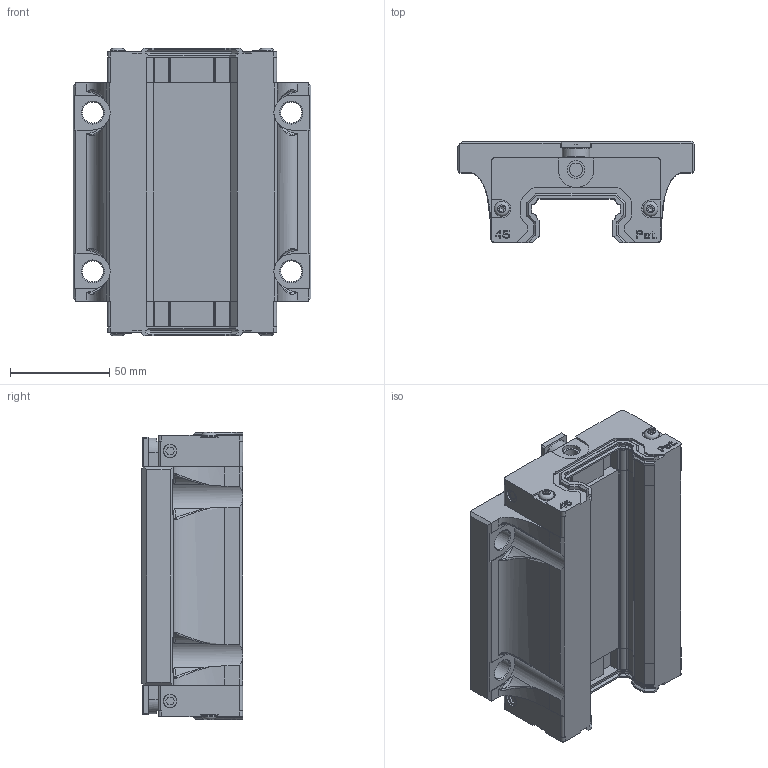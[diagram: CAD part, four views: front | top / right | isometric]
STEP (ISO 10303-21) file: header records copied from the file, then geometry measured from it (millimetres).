
FILE_DESCRIPTION(/* description */ (''),/* implementation_level */ '2;1');
FILE_NAME(/* name */ 'LGB_H45FLSS_Shrinkwrap.ipt.stp',/* time_stamp */ '2015-12-04T11:31:41+01:00',/* author */ ('RLI'),/* organization */ (''),/* preprocessor_version */ 'ST-DEVELOPER v15.6',/* originating_system */ 'Autodesk Inventor 2015',/* authorisation */ '');
FILE_SCHEMA (('AUTOMOTIVE_DESIGN { 1 0 10303 214 3 1 1 }'));
Length unit declared in the file: millimetre
Products named in the file (1): LGB_H45FLSS_Shrinkwrap
Bounding box: 119.95 x 51.1 x 145 mm (x, y, z)
Volume: 483725 mm3; surface area: 82658 mm2
Topology: 5 solids, 15 shells, 1194 faces, 3090 edges, 1964 vertices
Faces by surface type: plane 832, cylinder 230, cone 86, bspline 30, torus 16
Full cylindrical faces by diameter (mm): 4 x12, 4.4 x4, 5 x4, 6.647 x2, 6.8 x4, 7.6 x4, 9 x2, 10 x6, 10.6 x4, 14 x2
Entity records: 40655 total; most frequent: CARTESIAN_POINT 10766, ORIENTED_EDGE 5952, DIRECTION 5720, EDGE_CURVE 2976, LINE 2320, VECTOR 2320, VERTEX_POINT 1930, AXIS2_PLACEMENT_3D 1700
